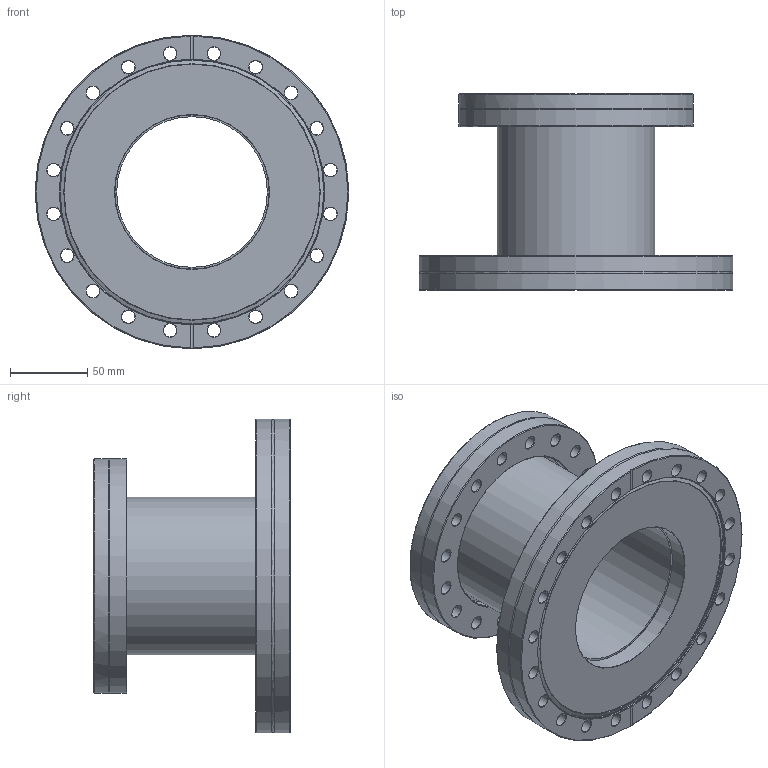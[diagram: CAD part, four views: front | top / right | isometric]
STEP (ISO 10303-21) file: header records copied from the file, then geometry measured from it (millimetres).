
FILE_DESCRIPTION (( 'STEP AP214' ), '1' );
FILE_NAME ('RD1CF160100RFULLVAC.STEP', '2025-04-03T09:54:51', ( '' ), ( '' ), 'SwSTEP 2.0', 'SolidWorks 2017', '' );
FILE_SCHEMA (( 'AUTOMOTIVE_DESIGN' ));
Length unit declared in the file: millimetre
Products named in the file (1): RD1CF160100RFULLVAC
Bounding box: 202.44 x 127 x 202.44 mm (x, y, z)
Volume: 791739.3 mm3; surface area: 193324 mm2
Topology: 1 solids, 1 shells, 164 faces, 422 edges, 266 vertices
Faces by surface type: cone 76, cylinder 52, torus 16, plane 12, bspline 8
Full cylindrical faces by diameter (mm): 8.43 x36, 97.38 x1, 99.6 x2, 101.6 x1, 106.17 x1, 120.5 x1, 120.7 x1, 151.6 x2, 171.45 x1, 202.44 x2
Entity records: 5134 total; most frequent: CARTESIAN_POINT 1814, DIRECTION 706, ORIENTED_EDGE 460, EDGE_LOOP 384, AXIS2_PLACEMENT_3D 349, EDGE_CURVE 230, FACE_OUTER_BOUND 228, VERTEX_POINT 214
